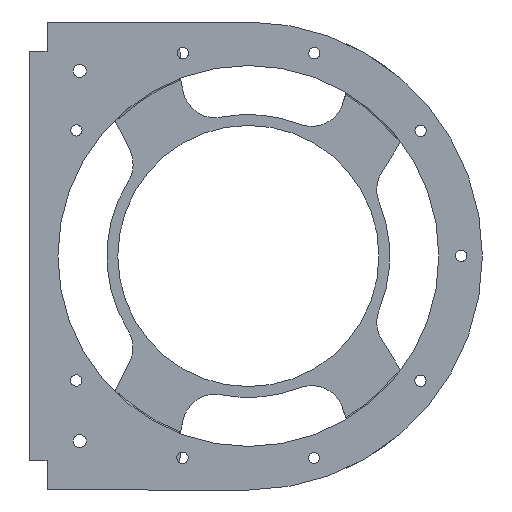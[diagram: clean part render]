
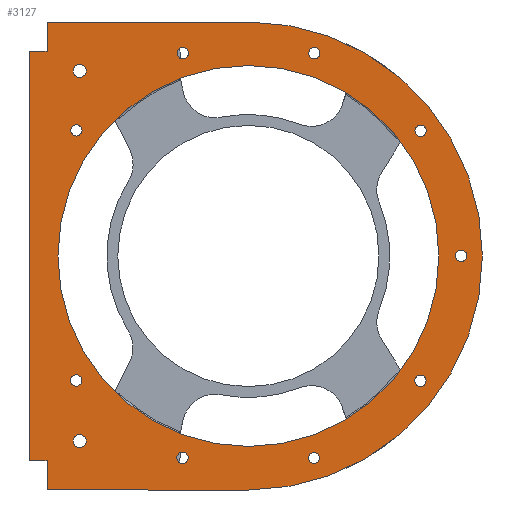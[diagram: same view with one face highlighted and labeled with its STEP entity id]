
A CAD part, front view. The second image highlights one B-rep face of the part: STEP entity #3127.
In plain terms, the highlighted face is planar.
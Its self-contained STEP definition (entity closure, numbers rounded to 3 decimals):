
#122=FACE_BOUND('',#449,.T.);
#123=FACE_BOUND('',#450,.T.);
#124=FACE_BOUND('',#451,.T.);
#125=FACE_BOUND('',#452,.T.);
#126=FACE_BOUND('',#453,.T.);
#127=FACE_BOUND('',#454,.T.);
#128=FACE_BOUND('',#455,.T.);
#129=FACE_BOUND('',#456,.T.);
#130=FACE_BOUND('',#457,.T.);
#131=FACE_BOUND('',#458,.T.);
#132=FACE_BOUND('',#459,.T.);
#133=FACE_BOUND('',#460,.T.);
#150=PLANE('',#3358);
#258=FACE_OUTER_BOUND('',#448,.T.);
#448=EDGE_LOOP('',(#2198,#2199,#2200,#2201,#2202,#2203,#2204,#2205));
#449=EDGE_LOOP('',(#2206));
#450=EDGE_LOOP('',(#2207));
#451=EDGE_LOOP('',(#2208));
#452=EDGE_LOOP('',(#2209));
#453=EDGE_LOOP('',(#2210));
#454=EDGE_LOOP('',(#2211));
#455=EDGE_LOOP('',(#2212));
#456=EDGE_LOOP('',(#2213));
#457=EDGE_LOOP('',(#2214));
#458=EDGE_LOOP('',(#2215));
#459=EDGE_LOOP('',(#2216));
#460=EDGE_LOOP('',(#2217));
#636=LINE('',#4684,#898);
#648=LINE('',#4721,#910);
#649=LINE('',#4724,#911);
#651=LINE('',#4728,#913);
#654=LINE('',#4736,#916);
#656=LINE('',#4740,#918);
#658=LINE('',#4743,#920);
#898=VECTOR('',#3730,10.);
#910=VECTOR('',#3766,10.);
#911=VECTOR('',#3769,10.);
#913=VECTOR('',#3773,10.);
#916=VECTOR('',#3782,10.);
#918=VECTOR('',#3786,10.);
#920=VECTOR('',#3790,10.);
#1149=CIRCLE('',#3312,2.6);
#1151=CIRCLE('',#3315,2.6);
#1153=CIRCLE('',#3318,2.6);
#1155=CIRCLE('',#3321,2.6);
#1157=CIRCLE('',#3324,2.6);
#1159=CIRCLE('',#3327,2.6);
#1161=CIRCLE('',#3330,2.6);
#1163=CIRCLE('',#3333,2.6);
#1165=CIRCLE('',#3336,2.6);
#1171=CIRCLE('',#3345,3.);
#1172=CIRCLE('',#3347,3.);
#1173=CIRCLE('',#3349,87.5);
#1174=CIRCLE('',#3354,107.5);
#1316=VERTEX_POINT('',#4624);
#1318=VERTEX_POINT('',#4630);
#1320=VERTEX_POINT('',#4636);
#1322=VERTEX_POINT('',#4642);
#1324=VERTEX_POINT('',#4648);
#1326=VERTEX_POINT('',#4654);
#1328=VERTEX_POINT('',#4660);
#1330=VERTEX_POINT('',#4666);
#1332=VERTEX_POINT('',#4672);
#1336=VERTEX_POINT('',#4681);
#1337=VERTEX_POINT('',#4683);
#1347=VERTEX_POINT('',#4707);
#1348=VERTEX_POINT('',#4711);
#1349=VERTEX_POINT('',#4715);
#1350=VERTEX_POINT('',#4719);
#1351=VERTEX_POINT('',#4723);
#1352=VERTEX_POINT('',#4727);
#1353=VERTEX_POINT('',#4731);
#1354=VERTEX_POINT('',#4735);
#1355=VERTEX_POINT('',#4739);
#1619=EDGE_CURVE('',#1316,#1316,#1149,.T.);
#1622=EDGE_CURVE('',#1318,#1318,#1151,.T.);
#1625=EDGE_CURVE('',#1320,#1320,#1153,.T.);
#1628=EDGE_CURVE('',#1322,#1322,#1155,.T.);
#1631=EDGE_CURVE('',#1324,#1324,#1157,.T.);
#1634=EDGE_CURVE('',#1326,#1326,#1159,.T.);
#1637=EDGE_CURVE('',#1328,#1328,#1161,.T.);
#1640=EDGE_CURVE('',#1330,#1330,#1163,.T.);
#1643=EDGE_CURVE('',#1332,#1332,#1165,.T.);
#1648=EDGE_CURVE('',#1337,#1336,#636,.T.);
#1660=EDGE_CURVE('',#1347,#1347,#1171,.T.);
#1662=EDGE_CURVE('',#1348,#1348,#1172,.T.);
#1664=EDGE_CURVE('',#1349,#1349,#1173,.T.);
#1667=EDGE_CURVE('',#1350,#1336,#648,.T.);
#1668=EDGE_CURVE('',#1351,#1350,#649,.T.);
#1670=EDGE_CURVE('',#1352,#1351,#651,.T.);
#1672=EDGE_CURVE('',#1353,#1352,#1174,.T.);
#1674=EDGE_CURVE('',#1354,#1353,#654,.T.);
#1676=EDGE_CURVE('',#1355,#1354,#656,.T.);
#1678=EDGE_CURVE('',#1337,#1355,#658,.T.);
#2198=ORIENTED_EDGE('',*,*,#1648,.T.);
#2199=ORIENTED_EDGE('',*,*,#1667,.F.);
#2200=ORIENTED_EDGE('',*,*,#1668,.F.);
#2201=ORIENTED_EDGE('',*,*,#1670,.F.);
#2202=ORIENTED_EDGE('',*,*,#1672,.F.);
#2203=ORIENTED_EDGE('',*,*,#1674,.F.);
#2204=ORIENTED_EDGE('',*,*,#1676,.F.);
#2205=ORIENTED_EDGE('',*,*,#1678,.F.);
#2206=ORIENTED_EDGE('',*,*,#1619,.T.);
#2207=ORIENTED_EDGE('',*,*,#1622,.T.);
#2208=ORIENTED_EDGE('',*,*,#1625,.T.);
#2209=ORIENTED_EDGE('',*,*,#1628,.T.);
#2210=ORIENTED_EDGE('',*,*,#1631,.T.);
#2211=ORIENTED_EDGE('',*,*,#1634,.T.);
#2212=ORIENTED_EDGE('',*,*,#1637,.T.);
#2213=ORIENTED_EDGE('',*,*,#1640,.T.);
#2214=ORIENTED_EDGE('',*,*,#1643,.T.);
#2215=ORIENTED_EDGE('',*,*,#1660,.T.);
#2216=ORIENTED_EDGE('',*,*,#1662,.T.);
#2217=ORIENTED_EDGE('',*,*,#1664,.F.);
#3127=ADVANCED_FACE('',(#258,#122,#123,#124,#125,#126,#127,#128,#129,#130,
#131,#132,#133),#150,.F.);
#3312=AXIS2_PLACEMENT_3D('',#4625,#3665,#3666);
#3315=AXIS2_PLACEMENT_3D('',#4631,#3672,#3673);
#3318=AXIS2_PLACEMENT_3D('',#4637,#3679,#3680);
#3321=AXIS2_PLACEMENT_3D('',#4643,#3686,#3687);
#3324=AXIS2_PLACEMENT_3D('',#4649,#3693,#3694);
#3327=AXIS2_PLACEMENT_3D('',#4655,#3700,#3701);
#3330=AXIS2_PLACEMENT_3D('',#4661,#3707,#3708);
#3333=AXIS2_PLACEMENT_3D('',#4667,#3714,#3715);
#3336=AXIS2_PLACEMENT_3D('',#4673,#3721,#3722);
#3345=AXIS2_PLACEMENT_3D('',#4708,#3750,#3751);
#3347=AXIS2_PLACEMENT_3D('',#4712,#3755,#3756);
#3349=AXIS2_PLACEMENT_3D('',#4716,#3760,#3761);
#3354=AXIS2_PLACEMENT_3D('',#4732,#3777,#3778);
#3358=AXIS2_PLACEMENT_3D('',#4744,#3791,#3792);
#3665=DIRECTION('center_axis',(0.,0.,1.));
#3666=DIRECTION('ref_axis',(0.,-1.,0.));
#3672=DIRECTION('center_axis',(0.,0.,1.));
#3673=DIRECTION('ref_axis',(0.,-1.,0.));
#3679=DIRECTION('center_axis',(0.,0.,1.));
#3680=DIRECTION('ref_axis',(0.,-1.,0.));
#3686=DIRECTION('center_axis',(0.,0.,1.));
#3687=DIRECTION('ref_axis',(0.,-1.,0.));
#3693=DIRECTION('center_axis',(0.,0.,1.));
#3694=DIRECTION('ref_axis',(0.,-1.,0.));
#3700=DIRECTION('center_axis',(0.,0.,1.));
#3701=DIRECTION('ref_axis',(0.,-1.,0.));
#3707=DIRECTION('center_axis',(0.,0.,1.));
#3708=DIRECTION('ref_axis',(0.,-1.,0.));
#3714=DIRECTION('center_axis',(0.,0.,1.));
#3715=DIRECTION('ref_axis',(0.,-1.,0.));
#3721=DIRECTION('center_axis',(0.,0.,1.));
#3722=DIRECTION('ref_axis',(0.,-1.,0.));
#3730=DIRECTION('',(1.,0.,0.));
#3750=DIRECTION('center_axis',(0.,0.,1.));
#3751=DIRECTION('ref_axis',(1.,0.,0.));
#3755=DIRECTION('center_axis',(0.,0.,1.));
#3756=DIRECTION('ref_axis',(1.,0.,0.));
#3760=DIRECTION('center_axis',(0.,0.,-1.));
#3761=DIRECTION('ref_axis',(-1.,0.,0.));
#3766=DIRECTION('',(0.,1.,0.));
#3769=DIRECTION('',(-1.,0.,0.));
#3773=DIRECTION('',(0.,1.,0.));
#3777=DIRECTION('center_axis',(0.,0.,1.));
#3778=DIRECTION('ref_axis',(-1.,0.,0.));
#3782=DIRECTION('',(0.,-1.,0.));
#3786=DIRECTION('',(-1.,0.,0.));
#3790=DIRECTION('',(0.,-1.,0.));
#3791=DIRECTION('center_axis',(0.,0.,1.));
#3792=DIRECTION('ref_axis',(1.,0.,0.));
#4624=CARTESIAN_POINT('',(-93.124,-27.696,0.));
#4625=CARTESIAN_POINT('Origin',(-93.124,-30.296,0.));
#4630=CARTESIAN_POINT('',(92.807,-27.517,0.));
#4631=CARTESIAN_POINT('Origin',(92.807,-30.117,0.));
#4636=CARTESIAN_POINT('',(92.749,32.895,0.));
#4637=CARTESIAN_POINT('Origin',(92.749,30.295,0.));
#4642=CARTESIAN_POINT('',(-57.568,-76.537,0.));
#4643=CARTESIAN_POINT('Origin',(-57.568,-79.137,0.));
#4648=CARTESIAN_POINT('',(-93.182,32.717,0.));
#4649=CARTESIAN_POINT('Origin',(-93.182,30.117,0.));
#4654=CARTESIAN_POINT('',(57.344,-76.426,0.));
#4655=CARTESIAN_POINT('Origin',(57.344,-79.026,0.));
#4660=CARTESIAN_POINT('',(57.192,81.736,0.));
#4661=CARTESIAN_POINT('Origin',(57.192,79.136,0.));
#4666=CARTESIAN_POINT('',(-0.094,-95.15,0.));
#4667=CARTESIAN_POINT('Origin',(-0.094,-97.75,0.));
#4672=CARTESIAN_POINT('',(-57.72,81.626,0.));
#4673=CARTESIAN_POINT('Origin',(-57.72,79.026,0.));
#4681=CARTESIAN_POINT('',(94.,100.5,0.));
#4683=CARTESIAN_POINT('',(-94.,100.5,0.));
#4684=CARTESIAN_POINT('',(47.,100.5,0.));
#4707=CARTESIAN_POINT('',(-88.,77.5,0.));
#4708=CARTESIAN_POINT('Origin',(-85.,77.5,0.));
#4711=CARTESIAN_POINT('',(82.,77.5,0.));
#4712=CARTESIAN_POINT('Origin',(85.,77.5,0.));
#4715=CARTESIAN_POINT('',(87.5,0.,0.));
#4716=CARTESIAN_POINT('Origin',(0.,0.,0.));
#4719=CARTESIAN_POINT('',(94.,92.5,0.));
#4721=CARTESIAN_POINT('',(94.,92.5,0.));
#4723=CARTESIAN_POINT('',(107.5,92.5,0.));
#4724=CARTESIAN_POINT('',(156.634,92.5,0.));
#4727=CARTESIAN_POINT('',(107.5,0.,0.));
#4728=CARTESIAN_POINT('',(107.5,0.,0.));
#4731=CARTESIAN_POINT('',(-107.5,0.,0.));
#4732=CARTESIAN_POINT('Origin',(0.,0.,0.));
#4735=CARTESIAN_POINT('',(-107.5,92.5,0.));
#4736=CARTESIAN_POINT('',(-107.5,92.5,0.));
#4739=CARTESIAN_POINT('',(-94.,92.5,0.));
#4740=CARTESIAN_POINT('',(-94.,92.5,0.));
#4743=CARTESIAN_POINT('',(-94.,102.5,0.));
#4744=CARTESIAN_POINT('Origin',(0.,-2.5,0.));
